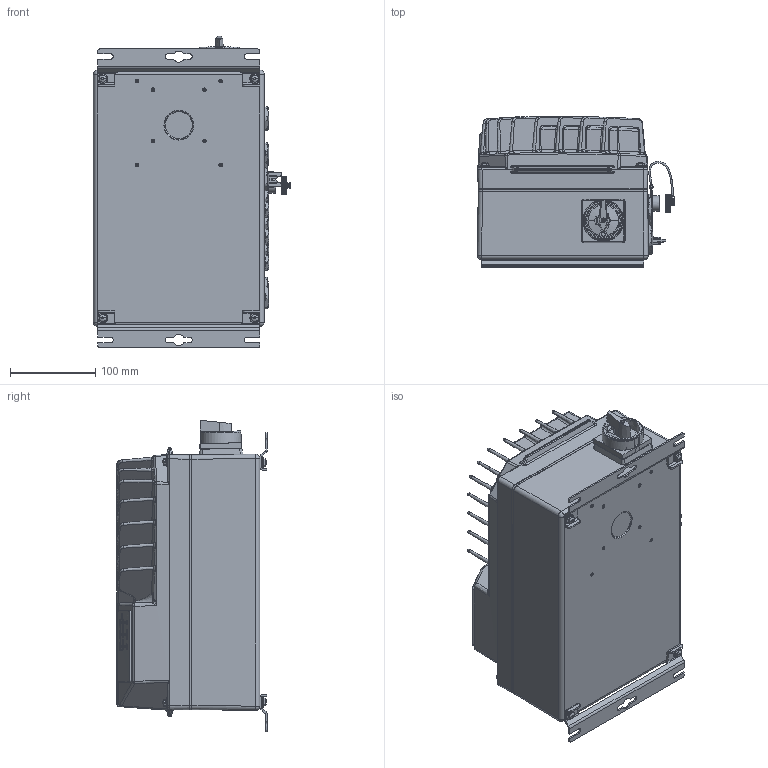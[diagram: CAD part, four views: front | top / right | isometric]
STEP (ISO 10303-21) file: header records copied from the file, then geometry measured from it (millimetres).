
FILE_DESCRIPTION((''),'2;1');
FILE_NAME('P452-22-L1-5','2013-03-15T',('u264218'),('Danfoss Power Electronics'),'PRO/ENGINEER BY PARAMETRIC TECHNOLOGY CORPORATION, 2012070','PRO/ENGINEER BY PARAMETRIC TECHNOLOGY CORPORATION, 2012070','');
FILE_SCHEMA(('CONFIG_CONTROL_DESIGN','GEOMETRIC_VALIDATION_PROPERTIES_MIM'));
Products named in the file (1): P452-22-L1-5
Bounding box: 230.82 x 176.09 x 364.28 mm (x, y, z)
Volume: 8457660.4 mm3; surface area: 459073.5 mm2
Topology: 2 solids, 3 shells, 5222 faces, 14167 edges, 9313 vertices
Faces by surface type: plane 2817, extrusion 834, cylinder 757, bspline 553, cone 101, torus 83, sphere 77
Entity records: 260524 total; most frequent: CARTESIAN_POINT 123056, ORIENTED_EDGE 28332, DIRECTION 21349, EDGE_CURVE 14166, VERTEX_POINT 9313, VECTOR 9305, LINE 8471, AXIS2_PLACEMENT_3D 6022
